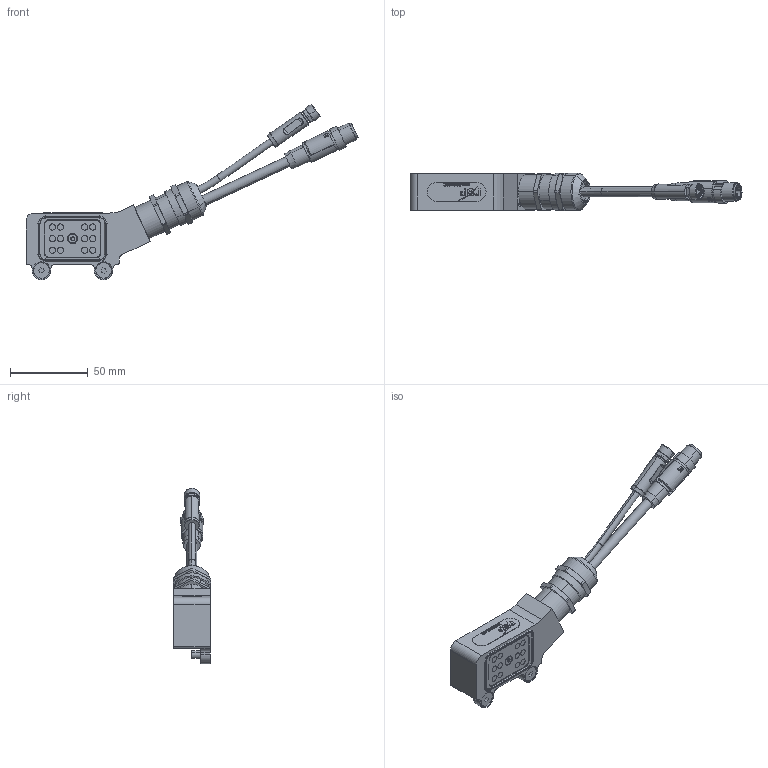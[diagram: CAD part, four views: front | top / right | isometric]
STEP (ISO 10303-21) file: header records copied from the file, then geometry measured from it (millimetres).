
FILE_DESCRIPTION (( 'STEP AP214' ), '1' );
FILE_NAME ('P3308.STEP', '2023-03-22T13:57:28', ( '' ), ( '' ), 'SwSTEP 2.0', 'SolidWorks 2021', '' );
FILE_SCHEMA (( 'AUTOMOTIVE_DESIGN' ));
Length unit declared in the file: millimetre
Products named in the file (1): P3308
Bounding box: 213.92 x 24.05 x 113.12 mm (x, y, z)
Volume: 90105.6 mm3; surface area: 35172 mm2
Topology: 25 solids, 26 shells, 993 faces, 2379 edges, 1505 vertices
Faces by surface type: plane 376, cylinder 346, cone 112, bspline 107, torus 52
Entity records: 45052 total; most frequent: CARTESIAN_POINT 10946, ORIENTED_EDGE 4742, DIRECTION 4682, EDGE_CURVE 2371, AXIS2_PLACEMENT_3D 1723, VERTEX_POINT 1505, LINE 1236, VECTOR 1236
